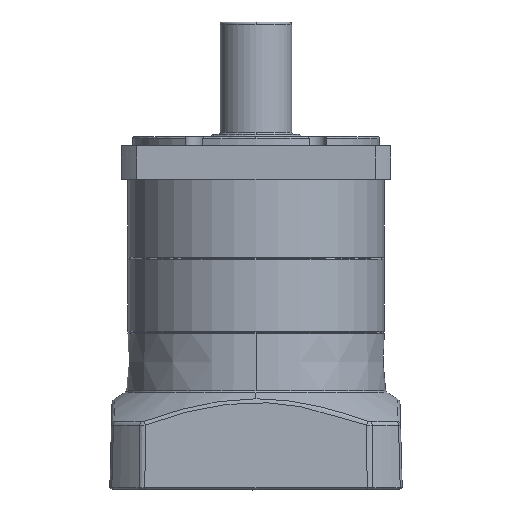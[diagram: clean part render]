
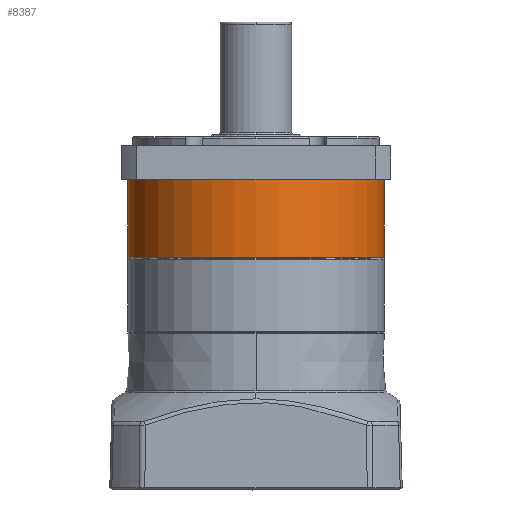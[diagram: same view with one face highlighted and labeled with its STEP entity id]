
A CAD part, front view. The second image highlights one B-rep face of the part: STEP entity #8387.
In plain terms, the highlighted cylindrical face has radius 57 mm (diameter 114 mm), a partial arc.
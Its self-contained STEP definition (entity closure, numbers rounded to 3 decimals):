
#217 = CYLINDRICAL_SURFACE ( 'NONE', #2704, 57. ) ;
#2704 = AXIS2_PLACEMENT_3D ( 'NONE', #25612, #25458, #25498 ) ;
#5230 = AXIS2_PLACEMENT_3D ( 'NONE', #12963, #12853, #12846 ) ;
#6548 = CARTESIAN_POINT ( 'NONE',  ( -57., 0., 3.4 ) ) ;
#8387 = ADVANCED_FACE ( 'NONE', ( #41278 ), #217, .T. ) ;
#9445 = VERTEX_POINT ( 'NONE', #45384 ) ;
#9754 = DIRECTION ( 'NONE',  ( 0., 0., -1. ) ) ;
#9800 = CARTESIAN_POINT ( 'NONE',  ( -57., 0., 38. ) ) ;
#12243 = CARTESIAN_POINT ( 'NONE',  ( 57., 0., 38. ) ) ;
#12846 = DIRECTION ( 'NONE',  ( -1., 0., 0. ) ) ;
#12853 = DIRECTION ( 'NONE',  ( 0., 0., -1. ) ) ;
#12963 = CARTESIAN_POINT ( 'NONE',  ( 0., 0., 38. ) ) ;
#13537 = ORIENTED_EDGE ( 'NONE', *, *, #16428, .F. ) ;
#14107 = CIRCLE ( 'NONE', #5230, 57. ) ;
#16428 = EDGE_CURVE ( 'NONE', #23985, #9445, #44753, .T. ) ;
#16441 = EDGE_CURVE ( 'NONE', #9445, #26000, #44601, .T. ) ;
#17594 = EDGE_CURVE ( 'NONE', #31056, #26000, #25567, .T. ) ;
#22320 = EDGE_CURVE ( 'NONE', #23985, #31056, #14107, .T. ) ;
#23985 = VERTEX_POINT ( 'NONE', #12243 ) ;
#25217 = VECTOR ( 'NONE', #9754, 1000. ) ;
#25458 = DIRECTION ( 'NONE',  ( 0., 0., -1. ) ) ;
#25498 = DIRECTION ( 'NONE',  ( -1., 0., 0. ) ) ;
#25567 = LINE ( 'NONE', #9800, #25217 ) ;
#25612 = CARTESIAN_POINT ( 'NONE',  ( 0., 0., 38. ) ) ;
#26000 = VERTEX_POINT ( 'NONE', #6548 ) ;
#30532 = EDGE_LOOP ( 'NONE', ( #13537, #43639, #36950, #44223 ) ) ;
#31056 = VERTEX_POINT ( 'NONE', #33210 ) ;
#31113 = DIRECTION ( 'NONE',  ( 1., 0., 0. ) ) ;
#31139 = DIRECTION ( 'NONE',  ( 0., 0., -1. ) ) ;
#31154 = CARTESIAN_POINT ( 'NONE',  ( 0., 0., 3.4 ) ) ;
#31648 = CARTESIAN_POINT ( 'NONE',  ( 57., 0., 38. ) ) ;
#31696 = DIRECTION ( 'NONE',  ( 0., 0., -1. ) ) ;
#33210 = CARTESIAN_POINT ( 'NONE',  ( -57., 0., 38. ) ) ;
#36950 = ORIENTED_EDGE ( 'NONE', *, *, #17594, .T. ) ;
#38765 = AXIS2_PLACEMENT_3D ( 'NONE', #31154, #31139, #31113 ) ;
#41278 = FACE_OUTER_BOUND ( 'NONE', #30532, .T. ) ;
#43639 = ORIENTED_EDGE ( 'NONE', *, *, #22320, .T. ) ;
#44223 = ORIENTED_EDGE ( 'NONE', *, *, #16441, .F. ) ;
#44601 = CIRCLE ( 'NONE', #38765, 57. ) ;
#44672 = VECTOR ( 'NONE', #31696, 1000. ) ;
#44753 = LINE ( 'NONE', #31648, #44672 ) ;
#45384 = CARTESIAN_POINT ( 'NONE',  ( 57., 0., 3.4 ) ) ;
